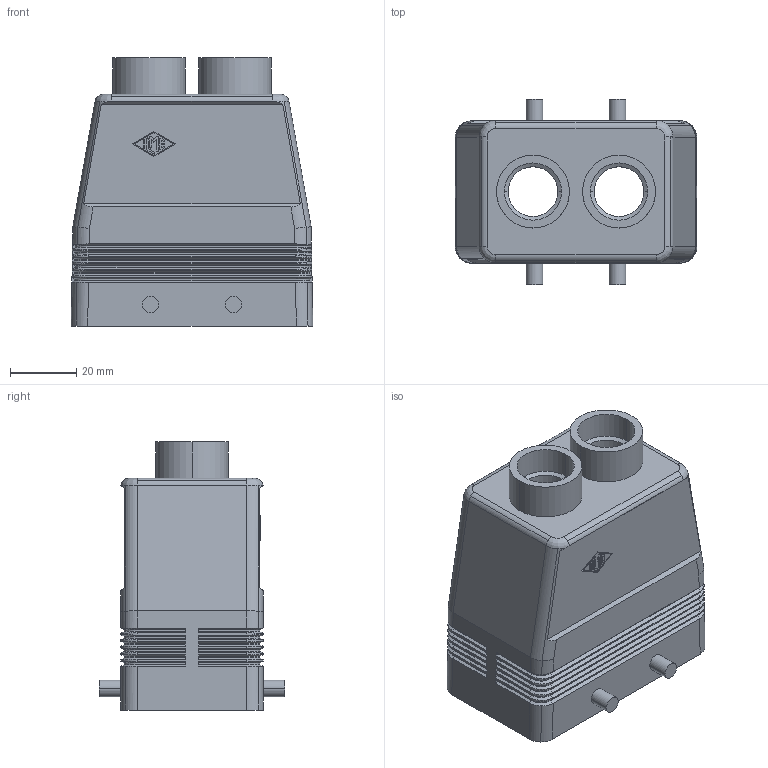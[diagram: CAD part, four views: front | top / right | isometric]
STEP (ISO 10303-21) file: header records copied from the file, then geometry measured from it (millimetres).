
FILE_DESCRIPTION((''),'2;1');
FILE_NAME('MAV 10.220.stp','2007-01-02T17:43:45',('gembarski'),(''),'Autodesk Inventor 7','Autodesk Inventor 7','');
FILE_SCHEMA(('AUTOMOTIVE_DESIGN { 1 0 10303 214 1 1 1 1 }'));
Length unit declared in the file: millimetre
Products named in the file (1): MAV 10.220
Bounding box: 73 x 56 x 81 mm (x, y, z)
Volume: 57056.3 mm3; surface area: 37556.4 mm2
Topology: 1 solids, 1 shells, 446 faces, 1117 edges, 682 vertices
Faces by surface type: plane 146, bspline 144, cylinder 130, cone 26
Entity records: 14550 total; most frequent: CARTESIAN_POINT 4438, ORIENTED_EDGE 2218, DIRECTION 1891, EDGE_CURVE 1109, VECTOR 733, LINE 733, VERTEX_POINT 682, AXIS2_PLACEMENT_3D 579
